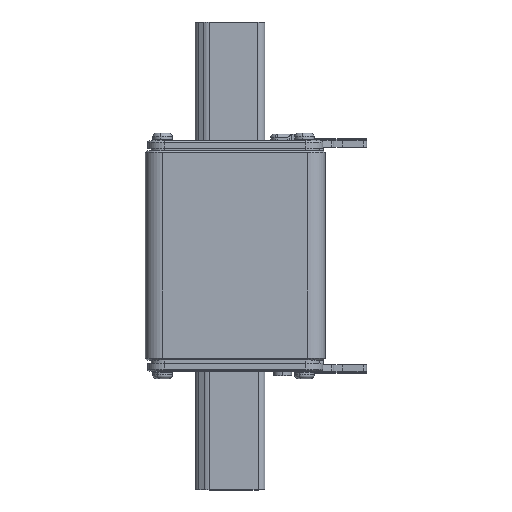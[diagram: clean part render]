
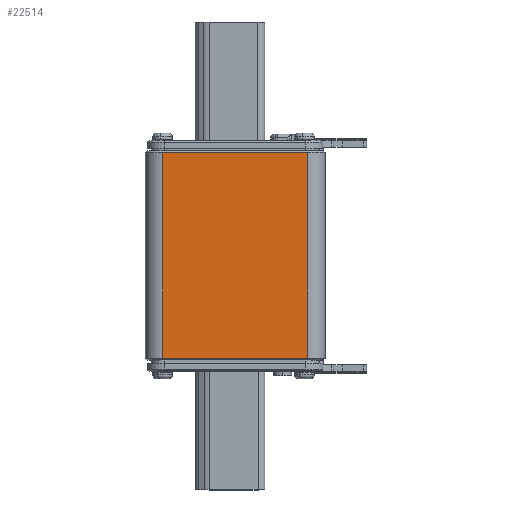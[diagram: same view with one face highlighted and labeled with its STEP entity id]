
A CAD part, top view. The second image highlights one B-rep face of the part: STEP entity #22514.
In plain terms, the highlighted planar face has unit normal (0, 0, 1).
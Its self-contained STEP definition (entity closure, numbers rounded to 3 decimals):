
#1146 = LINE ( 'NONE', #11715, #25717 ) ;
#1263 = DIRECTION ( 'NONE',  ( -1., 0., 0. ) ) ;
#2462 = DIRECTION ( 'NONE',  ( 0., -1., 0. ) ) ;
#3125 = AXIS2_PLACEMENT_3D ( 'NONE', #15505, #15600, #1263 ) ;
#3329 = CARTESIAN_POINT ( 'NONE',  ( -21., -29.75, 19.5 ) ) ;
#4563 = LINE ( 'NONE', #24002, #10915 ) ;
#5884 = EDGE_CURVE ( 'NONE', #25233, #20039, #18290, .T. ) ;
#6408 = VECTOR ( 'NONE', #2462, 1000. ) ;
#7020 = VERTEX_POINT ( 'NONE', #26085 ) ;
#7388 = ORIENTED_EDGE ( 'NONE', *, *, #5884, .T. ) ;
#7470 = DIRECTION ( 'NONE',  ( 1., 0., 0. ) ) ;
#7809 = VERTEX_POINT ( 'NONE', #29590 ) ;
#8167 = ORIENTED_EDGE ( 'NONE', *, *, #14089, .T. ) ;
#8418 = ORIENTED_EDGE ( 'NONE', *, *, #25411, .T. ) ;
#9478 = EDGE_LOOP ( 'NONE', ( #7388, #8167, #8418, #27498 ) ) ;
#10915 = VECTOR ( 'NONE', #7470, 1000. ) ;
#11573 = FACE_OUTER_BOUND ( 'NONE', #9478, .T. ) ;
#11715 = CARTESIAN_POINT ( 'NONE',  ( -21., 29.75, 19.5 ) ) ;
#12977 = VECTOR ( 'NONE', #15932, 1000. ) ;
#13958 = EDGE_CURVE ( 'NONE', #7020, #25233, #1146, .T. ) ;
#14089 = EDGE_CURVE ( 'NONE', #20039, #7809, #4563, .T. ) ;
#15505 = CARTESIAN_POINT ( 'NONE',  ( -26., 30.25, 19.5 ) ) ;
#15600 = DIRECTION ( 'NONE',  ( 0., 0., -1. ) ) ;
#15932 = DIRECTION ( 'NONE',  ( 0., 1., 0. ) ) ;
#17809 = LINE ( 'NONE', #30052, #12977 ) ;
#18290 = LINE ( 'NONE', #19145, #6408 ) ;
#19145 = CARTESIAN_POINT ( 'NONE',  ( -21., 30.25, 19.5 ) ) ;
#20039 = VERTEX_POINT ( 'NONE', #3329 ) ;
#21565 = CARTESIAN_POINT ( 'NONE',  ( -21., 29.75, 19.5 ) ) ;
#22514 = ADVANCED_FACE ( 'NONE', ( #11573 ), #24996, .F. ) ;
#24002 = CARTESIAN_POINT ( 'NONE',  ( -26., -29.75, 19.5 ) ) ;
#24996 = PLANE ( 'NONE',  #3125 ) ;
#25233 = VERTEX_POINT ( 'NONE', #21565 ) ;
#25411 = EDGE_CURVE ( 'NONE', #7809, #7020, #17809, .T. ) ;
#25717 = VECTOR ( 'NONE', #25868, 1000. ) ;
#25868 = DIRECTION ( 'NONE',  ( -1., 0., 0. ) ) ;
#26085 = CARTESIAN_POINT ( 'NONE',  ( 21., 29.75, 19.5 ) ) ;
#27498 = ORIENTED_EDGE ( 'NONE', *, *, #13958, .T. ) ;
#29590 = CARTESIAN_POINT ( 'NONE',  ( 21., -29.75, 19.5 ) ) ;
#30052 = CARTESIAN_POINT ( 'NONE',  ( 21., 30.25, 19.5 ) ) ;
